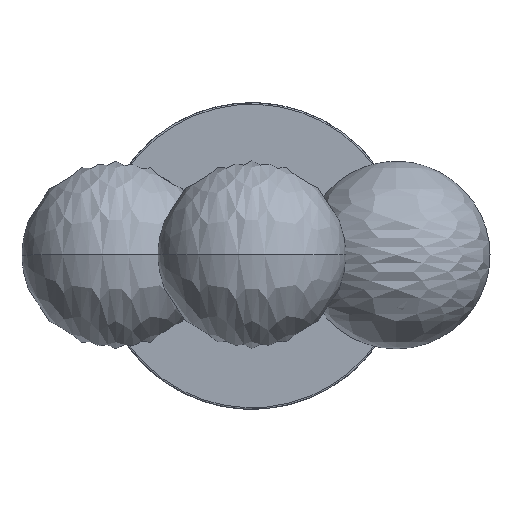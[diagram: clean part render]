
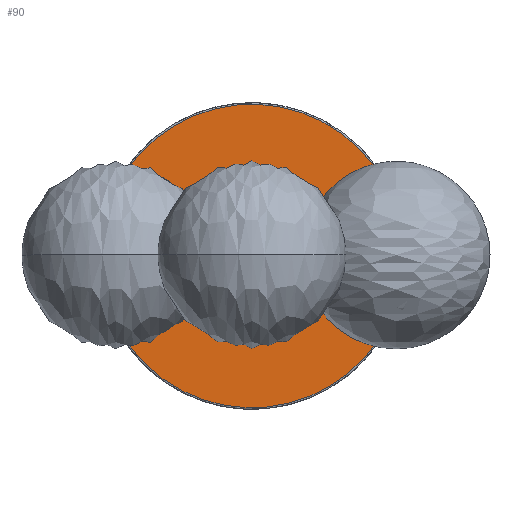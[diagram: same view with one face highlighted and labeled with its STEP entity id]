
A CAD part, top view. The second image highlights one B-rep face of the part: STEP entity #90.
In plain terms, the highlighted planar face has unit normal (0, 0, 1).
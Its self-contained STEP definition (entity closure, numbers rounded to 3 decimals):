
#66=PLANE('',#1033);
#90=ADVANCED_FACE('',(#156),#66,.T.);
#156=FACE_OUTER_BOUND('',#222,.T.);
#222=EDGE_LOOP('',(#302,#303));
#302=ORIENTED_EDGE('',*,*,#552,.T.);
#303=ORIENTED_EDGE('',*,*,#557,.T.);
#552=EDGE_CURVE('',#836,#839,#688,.T.);
#557=EDGE_CURVE('',#839,#836,#693,.T.);
#688=(
BOUNDED_CURVE()
B_SPLINE_CURVE(2,(#1275,#1276,#1277,#1278,#1279),.UNSPECIFIED.,.F.,.F.)
B_SPLINE_CURVE_WITH_KNOTS((3,2,3),(0.,152.539,305.079),
 .UNSPECIFIED.)
CURVE()
GEOMETRIC_REPRESENTATION_ITEM()
RATIONAL_B_SPLINE_CURVE((1.,0.707,1.,0.707,1.))
REPRESENTATION_ITEM('')
);
#693=(
BOUNDED_CURVE()
B_SPLINE_CURVE(2,(#1295,#1296,#1297,#1298,#1299),.UNSPECIFIED.,.F.,.F.)
B_SPLINE_CURVE_WITH_KNOTS((3,2,3),(305.079,457.618,610.158),
 .UNSPECIFIED.)
CURVE()
GEOMETRIC_REPRESENTATION_ITEM()
RATIONAL_B_SPLINE_CURVE((1.,0.707,1.,0.707,1.))
REPRESENTATION_ITEM('')
);
#836=VERTEX_POINT('',#1256);
#839=VERTEX_POINT('',#1259);
#1033=AXIS2_PLACEMENT_3D('',#1222,#1065,$);
#1065=DIRECTION('',(0.,0.,1.));
#1222=CARTESIAN_POINT('',(-122.637,-122.637,5.));
#1256=CARTESIAN_POINT('',(97.11,0.,5.));
#1259=CARTESIAN_POINT('',(-97.11,0.,5.));
#1275=CARTESIAN_POINT('',(97.11,0.,5.));
#1276=CARTESIAN_POINT('',(97.11,97.11,5.));
#1277=CARTESIAN_POINT('',(0.,97.11,5.));
#1278=CARTESIAN_POINT('',(-97.11,97.11,5.));
#1279=CARTESIAN_POINT('',(-97.11,0.,5.));
#1295=CARTESIAN_POINT('',(-97.11,0.,5.));
#1296=CARTESIAN_POINT('',(-97.11,-97.11,5.));
#1297=CARTESIAN_POINT('',(0.,-97.11,5.));
#1298=CARTESIAN_POINT('',(97.11,-97.11,5.));
#1299=CARTESIAN_POINT('',(97.11,0.,5.));
